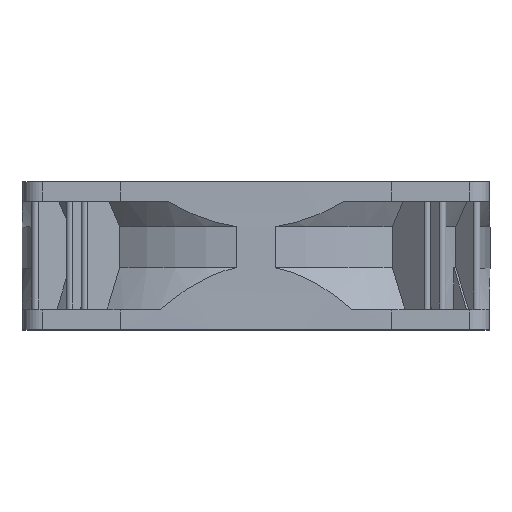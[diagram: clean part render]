
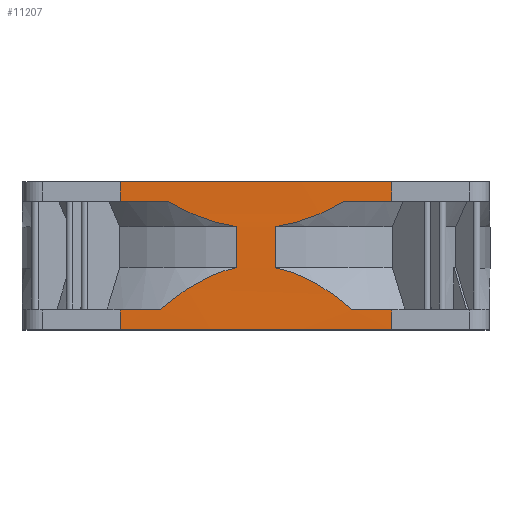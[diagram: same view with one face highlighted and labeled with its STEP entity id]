
A CAD part, top view. The second image highlights one B-rep face of the part: STEP entity #11207.
In plain terms, the highlighted cylindrical face has radius 2450.12 mm (diameter 4900.25 mm), a partial arc.
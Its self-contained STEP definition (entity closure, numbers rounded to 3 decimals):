
#606=CARTESIAN_POINT('',(0.,0.,-2389.875));
#607=DIRECTION('',(0.,1.,0.));
#608=DIRECTION('',(-0.014,0.,1.));
#609=AXIS2_PLACEMENT_3D('',#606,#607,#608);
#1014=CARTESIAN_POINT('',(0.,38.,-2389.875));
#1015=DIRECTION('',(0.,1.,0.));
#1016=DIRECTION('',(-0.014,0.,1.));
#1017=AXIS2_PLACEMENT_3D('',#1014,#1015,#1016);
#1623=CARTESIAN_POINT('',(0.,5.,-2389.875));
#1624=DIRECTION('',(0.,1.,0.));
#1625=DIRECTION('',(0.01,0.,1.));
#1626=AXIS2_PLACEMENT_3D('',#1623,#1624,#1625);
#1732=CARTESIAN_POINT('',(0.,5.,-2389.875));
#1733=DIRECTION('',(0.,1.,0.));
#1734=DIRECTION('',(-0.014,0.,1.));
#1735=AXIS2_PLACEMENT_3D('',#1732,#1733,#1734);
#2077=CARTESIAN_POINT('',(-24.845,5.,60.124));
#2078=CARTESIAN_POINT('',(-23.02,6.606,60.143));
#2079=CARTESIAN_POINT('',(-19.441,9.451,60.175));
#2080=CARTESIAN_POINT('',(-14.303,12.639,60.21));
#2081=CARTESIAN_POINT('',(-9.445,14.791,60.233));
#2082=CARTESIAN_POINT('',(-6.426,15.603,60.242));
#2083=CARTESIAN_POINT('',(-4.975,15.878,60.245));
#2162=CARTESIAN_POINT('',(4.975,15.878,60.245));
#2163=CARTESIAN_POINT('',(6.453,15.598,60.242));
#2164=CARTESIAN_POINT('',(9.501,14.769,60.233));
#2165=CARTESIAN_POINT('',(14.281,12.647,60.21));
#2166=CARTESIAN_POINT('',(19.398,9.482,60.175));
#2167=CARTESIAN_POINT('',(23.001,6.623,60.143));
#2168=CARTESIAN_POINT('',(24.845,5.,60.124));
#2244=CARTESIAN_POINT('',(-22.886,33.,60.143));
#2245=CARTESIAN_POINT('',(-20.677,31.713,60.164));
#2246=CARTESIAN_POINT('',(-16.388,29.543,60.198));
#2247=CARTESIAN_POINT('',(-10.415,27.434,60.23));
#2248=CARTESIAN_POINT('',(-6.735,26.687,60.241));
#2249=CARTESIAN_POINT('',(-4.975,26.45,60.245));
#2279=CARTESIAN_POINT('',(4.975,26.45,60.245));
#2280=CARTESIAN_POINT('',(6.758,26.69,60.241));
#2281=CARTESIAN_POINT('',(10.469,27.45,60.23));
#2282=CARTESIAN_POINT('',(16.392,29.547,60.198));
#2283=CARTESIAN_POINT('',(20.679,31.714,60.164));
#2284=CARTESIAN_POINT('',(22.886,33.,60.143));
#2398=CARTESIAN_POINT('',(0.,33.,-2389.875));
#2399=DIRECTION('',(0.,1.,0.));
#2400=DIRECTION('',(-0.014,0.,1.));
#2401=AXIS2_PLACEMENT_3D('',#2398,#2399,#2400);
#2668=CARTESIAN_POINT('',(0.,33.,-2389.875));
#2669=DIRECTION('',(0.,1.,0.));
#2670=DIRECTION('',(0.009,0.,1.));
#2671=AXIS2_PLACEMENT_3D('',#2668,#2669,#2670);
#2851=DIRECTION('',(0.,-1.,0.));
#2852=VECTOR('',#2851,5.);
#2853=CARTESIAN_POINT('',(-35.,38.,60.));
#2854=LINE('',#2853,#2852);
#2855=DIRECTION('',(0.,1.,0.));
#2856=VECTOR('',#2855,5.);
#2857=CARTESIAN_POINT('',(-35.,0.,60.));
#2858=LINE('',#2857,#2856);
#2859=DIRECTION('',(0.,1.,0.));
#2860=VECTOR('',#2859,5.);
#2861=CARTESIAN_POINT('',(35.,33.,60.));
#2862=LINE('',#2861,#2860);
#2863=DIRECTION('',(0.,1.,0.));
#2864=VECTOR('',#2863,5.);
#2865=CARTESIAN_POINT('',(35.,0.,60.));
#2866=LINE('',#2865,#2864);
#2867=DIRECTION('',(0.,1.,0.));
#2868=VECTOR('',#2867,10.571);
#2869=CARTESIAN_POINT('',(-4.975,15.878,60.245));
#2870=LINE('',#2869,#2868);
#2871=DIRECTION('',(0.,1.,0.));
#2872=VECTOR('',#2871,10.571);
#2873=CARTESIAN_POINT('',(4.975,15.878,60.245));
#2874=LINE('',#2873,#2872);
#7726=CARTESIAN_POINT('',(-35.,0.,60.));
#7727=CARTESIAN_POINT('',(35.,0.,60.));
#7728=VERTEX_POINT('',#7726);
#7729=VERTEX_POINT('',#7727);
#7734=CARTESIAN_POINT('',(-35.,38.,60.));
#7735=CARTESIAN_POINT('',(35.,38.,60.));
#7736=VERTEX_POINT('',#7734);
#7737=VERTEX_POINT('',#7735);
#7780=CARTESIAN_POINT('',(-35.,5.,60.));
#7781=CARTESIAN_POINT('',(-24.845,5.,60.124));
#7782=VERTEX_POINT('',#7780);
#7783=VERTEX_POINT('',#7781);
#7784=CARTESIAN_POINT('',(24.845,5.,60.124));
#7785=CARTESIAN_POINT('',(35.,5.,60.));
#7786=VERTEX_POINT('',#7784);
#7787=VERTEX_POINT('',#7785);
#7788=CARTESIAN_POINT('',(-35.,33.,60.));
#7789=CARTESIAN_POINT('',(-22.886,33.,60.143));
#7790=VERTEX_POINT('',#7788);
#7791=VERTEX_POINT('',#7789);
#7792=CARTESIAN_POINT('',(22.886,33.,60.143));
#7793=CARTESIAN_POINT('',(35.,33.,60.));
#7794=VERTEX_POINT('',#7792);
#7795=VERTEX_POINT('',#7793);
#7796=VERTEX_POINT('',#2249);
#7797=VERTEX_POINT('',#2083);
#7895=VERTEX_POINT('',#2279);
#7896=CARTESIAN_POINT('',(4.975,15.878,60.245));
#7897=VERTEX_POINT('',#7896);
#11184=CARTESIAN_POINT('',(0.,0.,-2389.875));
#11185=DIRECTION('',(0.,1.,0.));
#11186=DIRECTION('',(-1.,0.,0.));
#11187=AXIS2_PLACEMENT_3D('',#11184,#11185,#11186);
#11188=CYLINDRICAL_SURFACE('',#11187,2450.125);
#11189=ORIENTED_EDGE('',*,*,#9662,.T.);
#11190=ORIENTED_EDGE('',*,*,#10152,.T.);
#11191=ORIENTED_EDGE('',*,*,#9850,.T.);
#11192=ORIENTED_EDGE('',*,*,#10424,.F.);
#11193=ORIENTED_EDGE('',*,*,#10635,.F.);
#11194=ORIENTED_EDGE('',*,*,#11136,.F.);
#11195=ORIENTED_EDGE('',*,*,#8753,.T.);
#11196=ORIENTED_EDGE('',*,*,#11164,.F.);
#11197=ORIENTED_EDGE('',*,*,#10787,.F.);
#11198=ORIENTED_EDGE('',*,*,#10573,.F.);
#11199=ORIENTED_EDGE('',*,*,#10042,.F.);
#11200=ORIENTED_EDGE('',*,*,#10292,.T.);
#11201=ORIENTED_EDGE('',*,*,#9608,.T.);
#11202=ORIENTED_EDGE('',*,*,#11178,.F.);
#11203=ORIENTED_EDGE('',*,*,#8417,.F.);
#11204=ORIENTED_EDGE('',*,*,#11150,.T.);
#11205=EDGE_LOOP('',(#11189,#11190,#11191,#11192,#11193,#11194,#11195,#11196,
#11197,#11198,#11199,#11200,#11201,#11202,#11203,#11204));
#11206=FACE_OUTER_BOUND('',#11205,.F.);
#11207=ADVANCED_FACE('',(#11206),#11188,.T.);
#610=CIRCLE('',#609,2450.125);
#1018=CIRCLE('',#1017,2450.125);
#1627=CIRCLE('',#1626,2450.125);
#1736=CIRCLE('',#1735,2450.125);
#2084=B_SPLINE_CURVE_WITH_KNOTS('',3,(#2077,#2078,#2079,#2080,#2081,#2082,
#2083),.UNSPECIFIED.,.F.,.F.,(4,1,1,1,4),(0.,0.25,0.5,0.75,1.),
.UNSPECIFIED.);
#2169=B_SPLINE_CURVE_WITH_KNOTS('',3,(#2162,#2163,#2164,#2165,#2166,#2167,
#2168),.UNSPECIFIED.,.F.,.F.,(4,1,1,1,4),(0.,0.25,0.5,0.75,1.),
.UNSPECIFIED.);
#2250=B_SPLINE_CURVE_WITH_KNOTS('',3,(#2244,#2245,#2246,#2247,#2248,#2249),
.UNSPECIFIED.,.F.,.F.,(4,1,1,4),(0.,0.333,0.667,1.),
.UNSPECIFIED.);
#2285=B_SPLINE_CURVE_WITH_KNOTS('',3,(#2279,#2280,#2281,#2282,#2283,#2284),
.UNSPECIFIED.,.F.,.F.,(4,1,1,4),(0.,0.333,0.667,1.),
.UNSPECIFIED.);
#2402=CIRCLE('',#2401,2450.125);
#2672=CIRCLE('',#2671,2450.125);
#8417=EDGE_CURVE('',#7728,#7729,#610,.T.);
#8753=EDGE_CURVE('',#7736,#7737,#1018,.T.);
#9608=EDGE_CURVE('',#7786,#7787,#1627,.T.);
#9662=EDGE_CURVE('',#7782,#7783,#1736,.T.);
#9850=EDGE_CURVE('',#7797,#7796,#2870,.T.);
#10042=EDGE_CURVE('',#7897,#7895,#2874,.T.);
#10152=EDGE_CURVE('',#7783,#7797,#2084,.T.);
#10292=EDGE_CURVE('',#7897,#7786,#2169,.T.);
#10424=EDGE_CURVE('',#7791,#7796,#2250,.T.);
#10573=EDGE_CURVE('',#7895,#7794,#2285,.T.);
#10635=EDGE_CURVE('',#7790,#7791,#2402,.T.);
#10787=EDGE_CURVE('',#7794,#7795,#2672,.T.);
#11136=EDGE_CURVE('',#7736,#7790,#2854,.T.);
#11150=EDGE_CURVE('',#7728,#7782,#2858,.T.);
#11164=EDGE_CURVE('',#7795,#7737,#2862,.T.);
#11178=EDGE_CURVE('',#7729,#7787,#2866,.T.);
